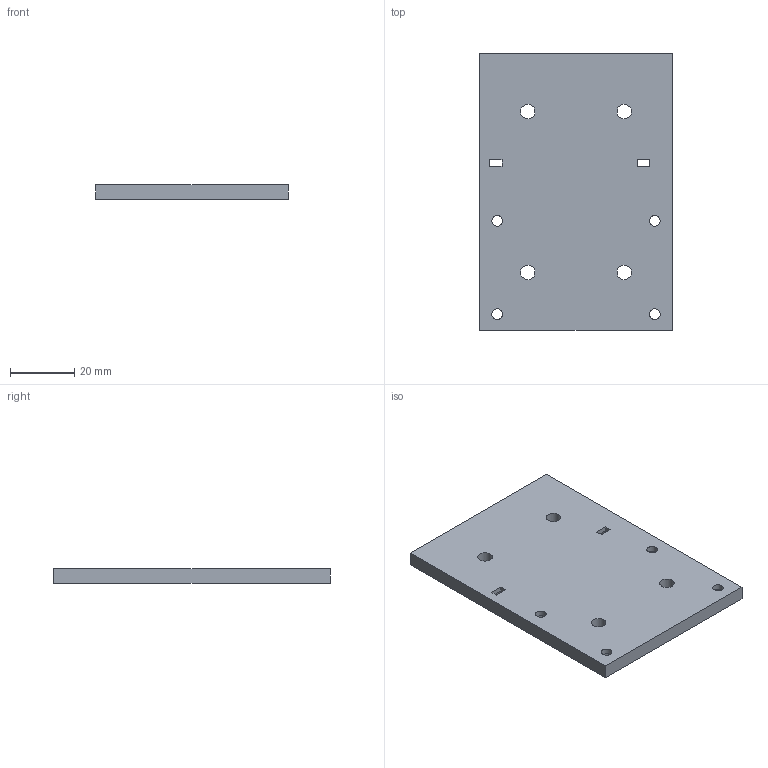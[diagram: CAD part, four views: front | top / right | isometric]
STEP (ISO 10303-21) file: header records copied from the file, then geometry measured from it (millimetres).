
FILE_DESCRIPTION(/* description */ (''),/* implementation_level */ '2;1');
FILE_NAME(/* name */ 'DB-08_ElectronicsBracket.step',/* time_stamp */ '2026-02-13T12:52:37+01:00',/* author */ (''),/* organization */ (''),/* preprocessor_version */ 'ST-DEVELOPER v20.1',/* originating_system */ 'Autodesk Translation Framework v14.24.0.0',/* authorisation */ '');
FILE_SCHEMA (('AUTOMOTIVE_DESIGN { 1 0 10303 214 3 1 1 }'));
Length unit declared in the file: millimetre
Products named in the file (1): DB-08_ElectronicsBracket
Bounding box: 60 x 86 x 4.5 mm (x, y, z)
Volume: 21954.1 mm3; surface area: 12287.3 mm2
Topology: 1 solids, 1 shells, 56 faces, 156 edges, 104 vertices
Faces by surface type: plane 44, cylinder 12
Full cylindrical faces by diameter (mm): 3.3 x4, 4.5 x4
Entity records: 1864 total; most frequent: CARTESIAN_POINT 317, ORIENTED_EDGE 312, DIRECTION 294, EDGE_CURVE 156, LINE 132, VECTOR 132, VERTEX_POINT 104, AXIS2_PLACEMENT_3D 81
